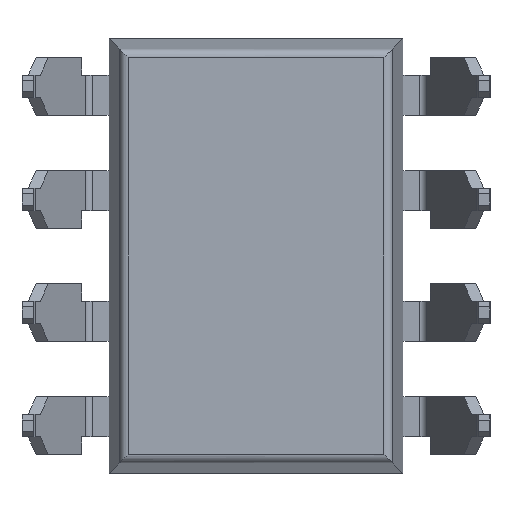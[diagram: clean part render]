
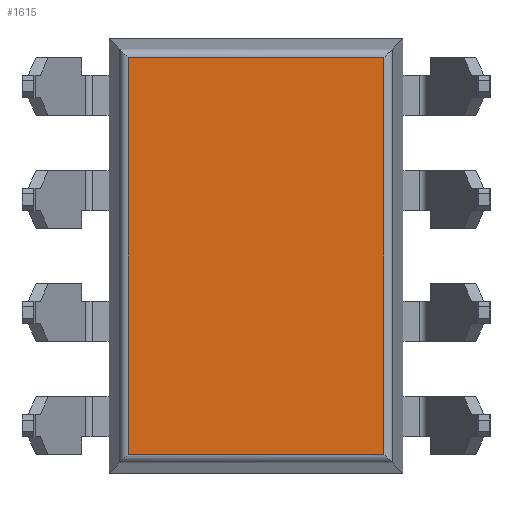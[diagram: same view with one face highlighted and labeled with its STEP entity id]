
A CAD part, front view. The second image highlights one B-rep face of the part: STEP entity #1615.
In plain terms, the highlighted planar face has unit normal (0, -1, 0).
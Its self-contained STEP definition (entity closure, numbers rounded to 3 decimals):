
#33 = CARTESIAN_POINT ( 'NONE',  ( 0.428, -1.875, 9.332 ) ) ;
#47 = DIRECTION ( 'NONE',  ( 0., 1., 0. ) ) ;
#126 = DIRECTION ( 'NONE',  ( 1., 0., 0. ) ) ;
#162 = VECTOR ( 'NONE', #1844, 1000. ) ;
#343 = EDGE_CURVE ( 'NONE', #520, #522, #1275, .T. ) ;
#365 = LINE ( 'NONE', #1566, #726 ) ;
#382 = PLANE ( 'NONE',  #563 ) ;
#416 = EDGE_CURVE ( 'NONE', #943, #426, #1481, .T. ) ;
#417 = CARTESIAN_POINT ( 'NONE',  ( -3.4, -1.875, 9.332 ) ) ;
#426 = VERTEX_POINT ( 'NONE', #1671 ) ;
#436 = DIRECTION ( 'NONE',  ( 1., 0., 0. ) ) ;
#520 = VERTEX_POINT ( 'NONE', #33 ) ;
#522 = VERTEX_POINT ( 'NONE', #1061 ) ;
#563 = AXIS2_PLACEMENT_3D ( 'NONE', #1592, #47, #734 ) ;
#650 = EDGE_LOOP ( 'NONE', ( #1996, #1281, #664, #1006 ) ) ;
#664 = ORIENTED_EDGE ( 'NONE', *, *, #1678, .T. ) ;
#675 = VECTOR ( 'NONE', #126, 1000. ) ;
#705 = DIRECTION ( 'NONE',  ( 0., 0., -1. ) ) ;
#726 = VECTOR ( 'NONE', #705, 1000. ) ;
#734 = DIRECTION ( 'NONE',  ( 0., 0., 1. ) ) ;
#943 = VERTEX_POINT ( 'NONE', #1385 ) ;
#1006 = ORIENTED_EDGE ( 'NONE', *, *, #416, .T. ) ;
#1061 = CARTESIAN_POINT ( 'NONE',  ( 6.172, -1.875, 9.332 ) ) ;
#1113 = FACE_OUTER_BOUND ( 'NONE', #650, .T. ) ;
#1153 = LINE ( 'NONE', #1294, #162 ) ;
#1275 = LINE ( 'NONE', #417, #1404 ) ;
#1281 = ORIENTED_EDGE ( 'NONE', *, *, #343, .F. ) ;
#1294 = CARTESIAN_POINT ( 'NONE',  ( 0.428, -1.875, 9.76 ) ) ;
#1385 = CARTESIAN_POINT ( 'NONE',  ( 0.428, -1.875, 0.428 ) ) ;
#1404 = VECTOR ( 'NONE', #436, 1000. ) ;
#1481 = LINE ( 'NONE', #2198, #675 ) ;
#1566 = CARTESIAN_POINT ( 'NONE',  ( 6.172, -1.875, 9.76 ) ) ;
#1592 = CARTESIAN_POINT ( 'NONE',  ( 6.172, -1.875, 9.76 ) ) ;
#1615 = ADVANCED_FACE ( 'NONE', ( #1113 ), #382, .F. ) ;
#1671 = CARTESIAN_POINT ( 'NONE',  ( 6.172, -1.875, 0.428 ) ) ;
#1678 = EDGE_CURVE ( 'NONE', #520, #943, #1153, .T. ) ;
#1844 = DIRECTION ( 'NONE',  ( 0., 0., -1. ) ) ;
#1848 = EDGE_CURVE ( 'NONE', #522, #426, #365, .T. ) ;
#1996 = ORIENTED_EDGE ( 'NONE', *, *, #1848, .F. ) ;
#2198 = CARTESIAN_POINT ( 'NONE',  ( -3.4, -1.875, 0.428 ) ) ;
